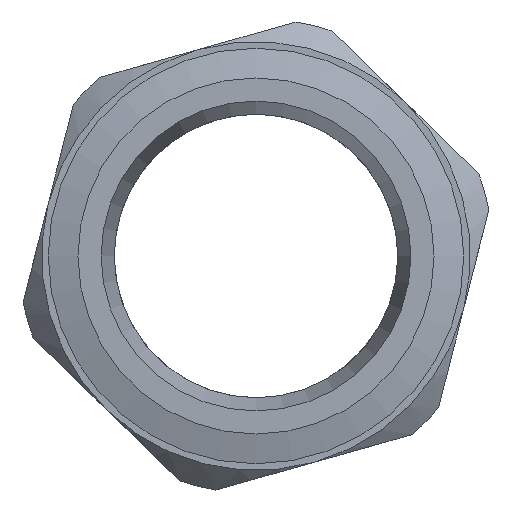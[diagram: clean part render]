
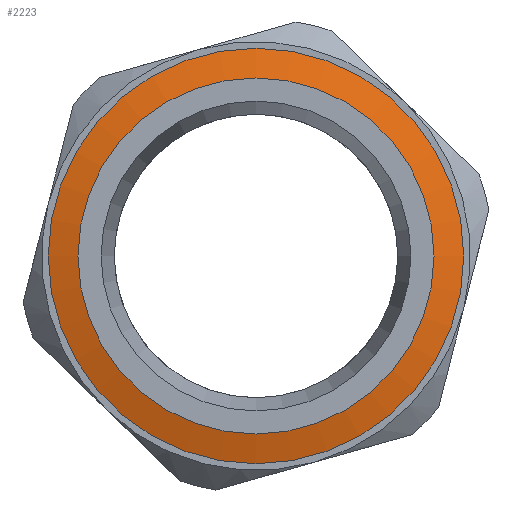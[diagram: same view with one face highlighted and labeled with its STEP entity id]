
A CAD part, left-side view. The second image highlights one B-rep face of the part: STEP entity #2223.
In plain terms, the highlighted conical face has half-angle 75 degrees and reference radius 29.25 mm.
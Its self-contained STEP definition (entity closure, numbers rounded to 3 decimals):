
#220=FACE_OUTER_BOUND('',#364,.T.);
#364=EDGE_LOOP('',(#1703,#1704,#1705,#1706,#1707,#1708));
#473=LINE('',#3808,#548);
#548=VECTOR('',#3112,29.25);
#722=CIRCLE('',#2506,31.5);
#723=CIRCLE('',#2507,31.5);
#724=CIRCLE('',#2509,27.);
#725=CIRCLE('',#2510,27.);
#939=VERTEX_POINT('',#3797);
#940=VERTEX_POINT('',#3799);
#941=VERTEX_POINT('',#3803);
#942=VERTEX_POINT('',#3804);
#1212=EDGE_CURVE('',#939,#940,#722,.T.);
#1213=EDGE_CURVE('',#940,#939,#723,.T.);
#1214=EDGE_CURVE('',#941,#942,#724,.T.);
#1215=EDGE_CURVE('',#942,#941,#725,.T.);
#1216=EDGE_CURVE('',#939,#942,#473,.T.);
#1703=ORIENTED_EDGE('',*,*,#1213,.F.);
#1704=ORIENTED_EDGE('',*,*,#1212,.F.);
#1705=ORIENTED_EDGE('',*,*,#1216,.T.);
#1706=ORIENTED_EDGE('',*,*,#1215,.T.);
#1707=ORIENTED_EDGE('',*,*,#1214,.T.);
#1708=ORIENTED_EDGE('',*,*,#1216,.F.);
#2013=CONICAL_SURFACE('',#2511,29.25,1.309);
#2223=ADVANCED_FACE('',(#220),#2013,.T.);
#2506=AXIS2_PLACEMENT_3D('',#3800,#3100,#3101);
#2507=AXIS2_PLACEMENT_3D('',#3801,#3102,#3103);
#2509=AXIS2_PLACEMENT_3D('',#3805,#3106,#3107);
#2510=AXIS2_PLACEMENT_3D('',#3806,#3108,#3109);
#2511=AXIS2_PLACEMENT_3D('',#3807,#3110,#3111);
#3100=DIRECTION('center_axis',(1.,0.,0.));
#3101=DIRECTION('ref_axis',(0.,1.,0.));
#3102=DIRECTION('center_axis',(1.,0.,0.));
#3103=DIRECTION('ref_axis',(0.,1.,0.));
#3106=DIRECTION('center_axis',(1.,0.,0.));
#3107=DIRECTION('ref_axis',(0.,1.,0.));
#3108=DIRECTION('center_axis',(1.,0.,0.));
#3109=DIRECTION('ref_axis',(0.,1.,0.));
#3110=DIRECTION('center_axis',(1.,0.,0.));
#3111=DIRECTION('ref_axis',(0.,1.,0.));
#3112=DIRECTION('',(-0.259,0.966,0.));
#3797=CARTESIAN_POINT('',(1.206,-31.5,0.));
#3799=CARTESIAN_POINT('',(1.206,31.5,0.));
#3800=CARTESIAN_POINT('Origin',(1.206,0.,0.));
#3801=CARTESIAN_POINT('Origin',(1.206,0.,0.));
#3803=CARTESIAN_POINT('',(0.,27.,0.));
#3804=CARTESIAN_POINT('',(0.,-27.,0.));
#3805=CARTESIAN_POINT('Origin',(0.,0.,0.));
#3806=CARTESIAN_POINT('Origin',(0.,0.,0.));
#3807=CARTESIAN_POINT('Origin',(0.603,0.,0.));
#3808=CARTESIAN_POINT('',(0.603,-29.25,0.));
